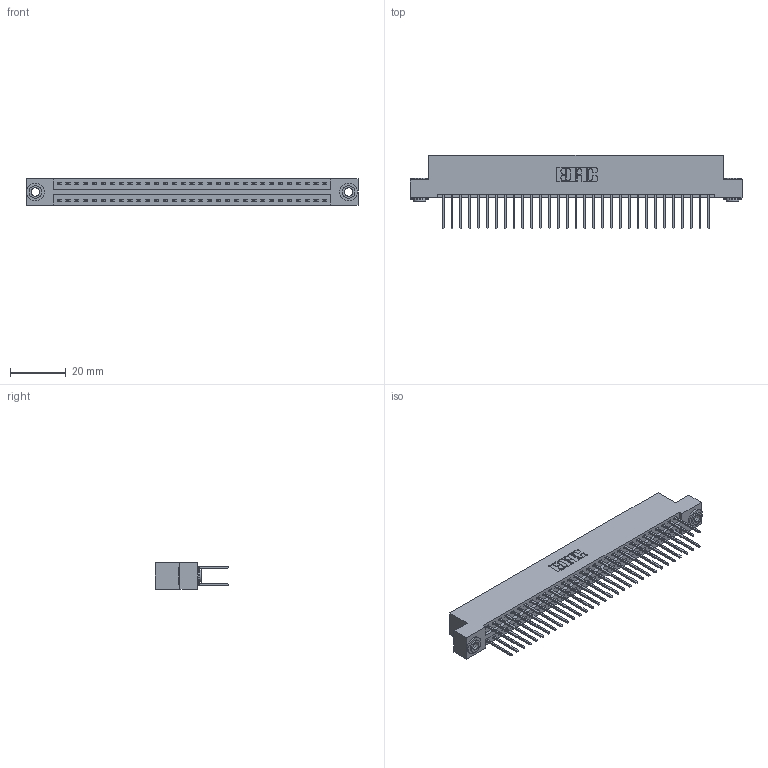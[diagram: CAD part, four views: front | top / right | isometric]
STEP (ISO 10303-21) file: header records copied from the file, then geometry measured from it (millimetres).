
FILE_DESCRIPTION (( 'STEP AP203' ), '1' );
FILE_NAME ('346-062-522-203.STEP', '2022-05-24T13:29:42', ( '' ), ( '' ), 'SwSTEP 2.0', 'SolidWorks 2020', '' );
FILE_SCHEMA (( 'CONFIG_CONTROL_DESIGN' ));
Length unit declared in the file: inch
Products named in the file (4): 345-250-002_345-250-002-102; 346 Part_Flush Mounting Lugs - 0.156 Dia-TH; 345-292-001_345-293-122; 346-062-522-203
Assembly tree (65 placements, depth 2):
  346-062-522-203
    346 Part_Flush Mounting Lugs - 0.156 Dia-TH
    345-292-001_345-293-122  x62
    345-250-002_345-250-002-102  x2
Bounding box: 119 x 26.42 x 9.4 mm (x, y, z)
Volume: 11678.6 mm3; surface area: 16865.3 mm2
Topology: 65 solids, 65 shells, 3398 faces, 10051 edges, 6614 vertices
Faces by surface type: plane 2270, cylinder 1120, cone 8
Entity records: 22796 total; most frequent: CARTESIAN_POINT 3753, ORIENTED_EDGE 3678, DIRECTION 3389, EDGE_CURVE 1839, LINE 1559, VECTOR 1559, VERTEX_POINT 1222, AXIS2_PLACEMENT_3D 915
